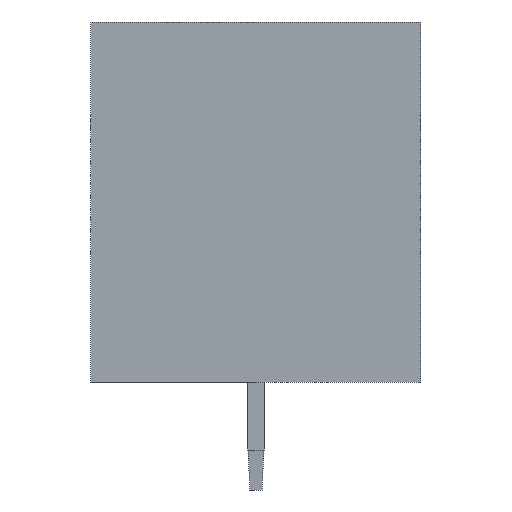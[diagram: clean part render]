
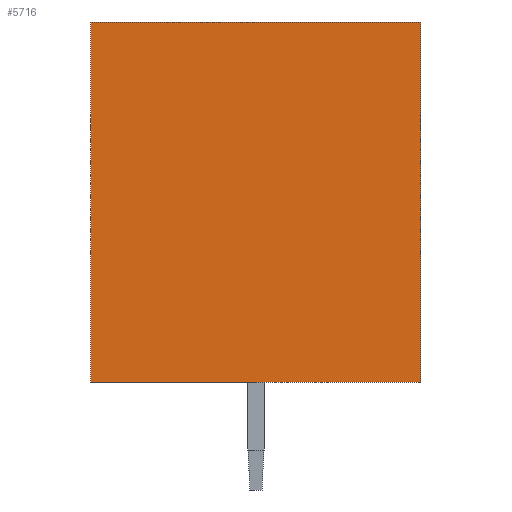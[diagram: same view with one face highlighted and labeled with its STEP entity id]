
A CAD part, left-side view. The second image highlights one B-rep face of the part: STEP entity #5716.
In plain terms, the highlighted planar face has unit normal (-1, 0, 0).
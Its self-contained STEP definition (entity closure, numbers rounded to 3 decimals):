
#587=FACE_OUTER_BOUND('',#929,.T.);
#929=EDGE_LOOP('',(#4111,#4112,#4113,#4114));
#1327=LINE('',#9516,#1856);
#1331=LINE('',#9531,#1860);
#1337=LINE('',#9542,#1866);
#1339=LINE('',#9546,#1868);
#1856=VECTOR('',#6986,1000.);
#1860=VECTOR('',#7006,1000.);
#1866=VECTOR('',#7020,1000.);
#1868=VECTOR('',#7026,1000.);
#2397=VERTEX_POINT('',#9510);
#2399=VERTEX_POINT('',#9514);
#2402=VERTEX_POINT('',#9529);
#2403=VERTEX_POINT('',#9540);
#3015=EDGE_CURVE('',#2397,#2399,#1327,.T.);
#3023=EDGE_CURVE('',#2399,#2402,#1331,.T.);
#3029=EDGE_CURVE('',#2397,#2403,#1337,.T.);
#3031=EDGE_CURVE('',#2403,#2402,#1339,.T.);
#4111=ORIENTED_EDGE('',*,*,#3031,.F.);
#4112=ORIENTED_EDGE('',*,*,#3029,.F.);
#4113=ORIENTED_EDGE('',*,*,#3015,.T.);
#4114=ORIENTED_EDGE('',*,*,#3023,.T.);
#5347=PLANE('',#6149);
#5716=ADVANCED_FACE('',(#587),#5347,.T.);
#6149=AXIS2_PLACEMENT_3D('',#9547,#7027,#7028);
#6986=DIRECTION('',(0.,1.,0.));
#7006=DIRECTION('',(0.,0.,-1.));
#7020=DIRECTION('',(0.,0.,-1.));
#7026=DIRECTION('',(0.,1.,0.));
#7027=DIRECTION('center_axis',(-1.,0.,0.));
#7028=DIRECTION('ref_axis',(0.,-1.,0.));
#9510=CARTESIAN_POINT('',(-19.,0.,18.));
#9514=CARTESIAN_POINT('',(-19.,16.5,18.));
#9516=CARTESIAN_POINT('',(-19.,0.,18.));
#9529=CARTESIAN_POINT('',(-19.,16.5,0.));
#9531=CARTESIAN_POINT('',(-19.,16.5,18.));
#9540=CARTESIAN_POINT('',(-19.,0.,0.));
#9542=CARTESIAN_POINT('',(-19.,0.,18.));
#9546=CARTESIAN_POINT('',(-19.,0.,0.));
#9547=CARTESIAN_POINT('Origin',(-19.,0.,10.));
